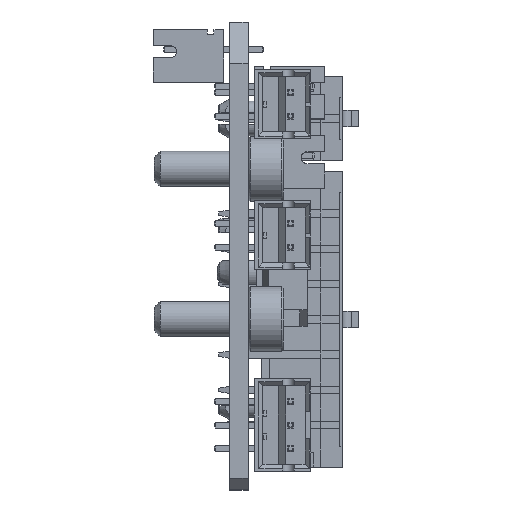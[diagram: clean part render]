
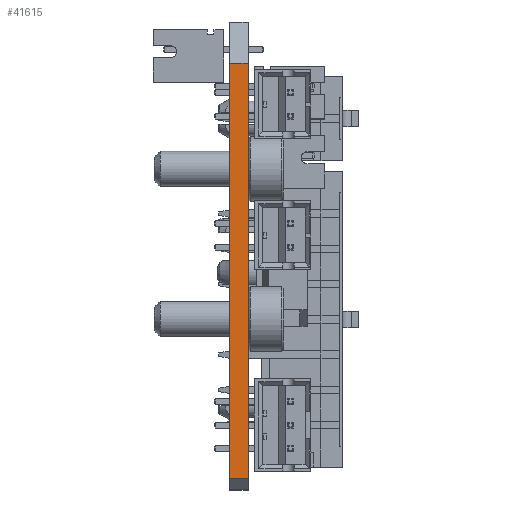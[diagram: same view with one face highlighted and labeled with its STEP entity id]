
A CAD part, front view. The second image highlights one B-rep face of the part: STEP entity #41615.
In plain terms, the highlighted planar face has unit normal (0, -1, 0).
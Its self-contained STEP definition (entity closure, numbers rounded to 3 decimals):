
#1443=LINE('',#55141,#6870);
#1637=LINE('',#55549,#7064);
#6529=LINE('',#66712,#11956);
#6531=LINE('',#66715,#11958);
#6870=VECTOR('',#44717,10.);
#7064=VECTOR('',#44933,10.);
#11956=VECTOR('',#53911,10.);
#11958=VECTOR('',#53915,10.);
#14339=FACE_OUTER_BOUND('',#16722,.T.);
#16722=EDGE_LOOP('',(#37320,#37321,#37322,#37323));
#17124=VERTEX_POINT('',#55137);
#17126=VERTEX_POINT('',#55140);
#17315=VERTEX_POINT('',#55519);
#17329=VERTEX_POINT('',#55547);
#20863=EDGE_CURVE('',#17124,#17126,#1443,.T.);
#21067=EDGE_CURVE('',#17329,#17315,#1637,.T.);
#26093=EDGE_CURVE('',#17315,#17124,#6529,.T.);
#26095=EDGE_CURVE('',#17126,#17329,#6531,.T.);
#37320=ORIENTED_EDGE('',*,*,#26093,.F.);
#37321=ORIENTED_EDGE('',*,*,#21067,.F.);
#37322=ORIENTED_EDGE('',*,*,#26095,.F.);
#37323=ORIENTED_EDGE('',*,*,#20863,.F.);
#39442=PLANE('',#43938);
#41615=ADVANCED_FACE('',(#14339),#39442,.F.);
#43938=AXIS2_PLACEMENT_3D('',#66714,#53913,#53914);
#44717=DIRECTION('',(0.,0.,-1.));
#44933=DIRECTION('',(0.,0.,1.));
#53911=DIRECTION('',(1.,0.,0.));
#53913=DIRECTION('center_axis',(0.,1.,0.));
#53914=DIRECTION('ref_axis',(0.,0.,1.));
#53915=DIRECTION('',(-1.,0.,0.));
#55137=CARTESIAN_POINT('',(144.405,131.6,176.709));
#55140=CARTESIAN_POINT('',(144.405,131.6,141.376));
#55141=CARTESIAN_POINT('',(144.405,131.6,168.086));
#55519=CARTESIAN_POINT('',(142.805,131.6,176.709));
#55547=CARTESIAN_POINT('',(142.805,131.6,141.376));
#55549=CARTESIAN_POINT('',(142.805,131.6,168.086));
#66712=CARTESIAN_POINT('',(142.805,131.6,176.709));
#66714=CARTESIAN_POINT('Origin',(142.805,131.6,176.649));
#66715=CARTESIAN_POINT('',(142.805,131.6,141.376));
